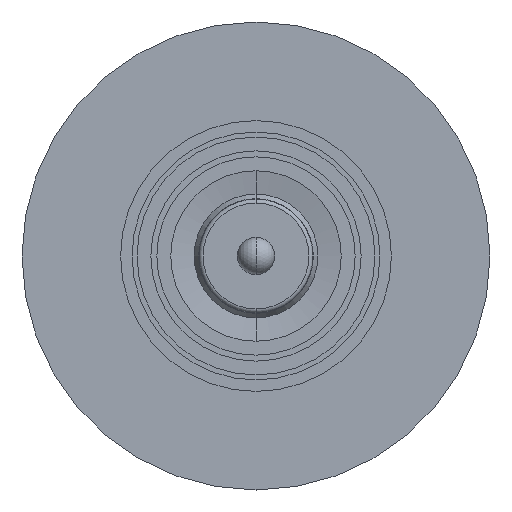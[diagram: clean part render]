
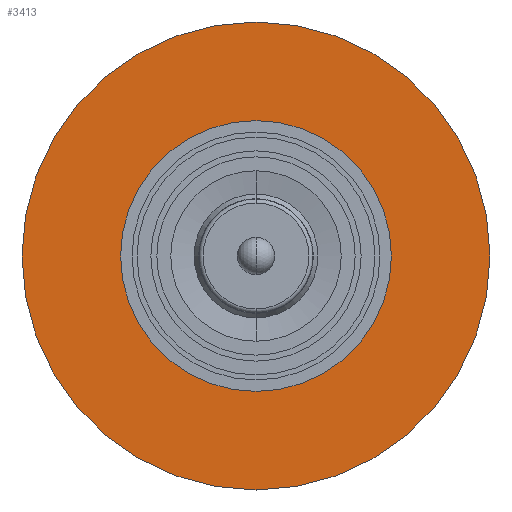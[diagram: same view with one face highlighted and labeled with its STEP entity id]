
A CAD part, front view. The second image highlights one B-rep face of the part: STEP entity #3413.
In plain terms, the highlighted planar face has unit normal (0, -1, 0).
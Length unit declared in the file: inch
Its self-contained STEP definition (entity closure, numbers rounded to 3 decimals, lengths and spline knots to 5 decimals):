
#24 = AXIS2_PLACEMENT_3D ( 'NONE', #3703, #3704, #3705 ) ;
#26 = AXIS2_PLACEMENT_3D ( 'NONE', #3697, #3698, #3699 ) ;
#328 = FACE_BOUND ( 'NONE', #1384, .T. ) ;
#787 = CIRCLE ( 'NONE', #24, 0.3415 ) ;
#789 = CIRCLE ( 'NONE', #26, 0.59 ) ;
#1384 = EDGE_LOOP ( 'NONE', ( #1709, #1710 ) ) ;
#1385 = EDGE_LOOP ( 'NONE', ( #1707, #1708 ) ) ;
#1707 = ORIENTED_EDGE ( 'NONE', *, *, #5277, .F. ) ;
#1708 = ORIENTED_EDGE ( 'NONE', *, *, #2848, .F. ) ;
#1709 = ORIENTED_EDGE ( 'NONE', *, *, #2840, .T. ) ;
#1710 = ORIENTED_EDGE ( 'NONE', *, *, #5279, .T. ) ;
#1980 = VERTEX_POINT ( 'NONE', #4073 ) ;
#1998 = VERTEX_POINT ( 'NONE', #4046 ) ;
#2001 = VERTEX_POINT ( 'NONE', #4043 ) ;
#2002 = VERTEX_POINT ( 'NONE', #4042 ) ;
#2664 = PLANE ( 'NONE',  #3752 ) ;
#2666 = CARTESIAN_POINT ( 'NONE',  ( -0.59, 0., 0. ) ) ;
#2667 = DIRECTION ( 'NONE',  ( 0., 1., 0. ) ) ;
#2668 = DIRECTION ( 'NONE',  ( -1., 0., 0. ) ) ;
#2795 = AXIS2_PLACEMENT_3D ( 'NONE', #5176, #5175, #5172 ) ;
#2799 = AXIS2_PLACEMENT_3D ( 'NONE', #4022, #4020, #4023 ) ;
#2840 = EDGE_CURVE ( 'NONE', #1998, #1980, #4653, .T. ) ;
#2848 = EDGE_CURVE ( 'NONE', #2001, #2002, #4540, .T. ) ;
#3413 = ADVANCED_FACE ( 'NONE', ( #4256, #328 ), #2664, .F. ) ;
#3697 = CARTESIAN_POINT ( 'NONE',  ( 0., 0., 0. ) ) ;
#3698 = DIRECTION ( 'NONE',  ( 0., 1., 0. ) ) ;
#3699 = DIRECTION ( 'NONE',  ( 1., 0., 0. ) ) ;
#3703 = CARTESIAN_POINT ( 'NONE',  ( 0., 0., 0. ) ) ;
#3704 = DIRECTION ( 'NONE',  ( 0., 1., 0. ) ) ;
#3705 = DIRECTION ( 'NONE',  ( 1., 0., 0. ) ) ;
#3752 = AXIS2_PLACEMENT_3D ( 'NONE', #2666, #2667, #2668 ) ;
#4020 = DIRECTION ( 'NONE',  ( 0., 1., 0. ) ) ;
#4022 = CARTESIAN_POINT ( 'NONE',  ( 0., 0., 0. ) ) ;
#4023 = DIRECTION ( 'NONE',  ( 1., 0., 0. ) ) ;
#4042 = CARTESIAN_POINT ( 'NONE',  ( 0.59, 0., 0. ) ) ;
#4043 = CARTESIAN_POINT ( 'NONE',  ( -0.59, 0., 0. ) ) ;
#4046 = CARTESIAN_POINT ( 'NONE',  ( 0.3415, 0., 0. ) ) ;
#4073 = CARTESIAN_POINT ( 'NONE',  ( -0.3415, 0., 0. ) ) ;
#4256 = FACE_OUTER_BOUND ( 'NONE', #1385, .T. ) ;
#4540 = CIRCLE ( 'NONE', #2795, 0.59 ) ;
#4653 = CIRCLE ( 'NONE', #2799, 0.3415 ) ;
#5172 = DIRECTION ( 'NONE',  ( 1., 0., 0. ) ) ;
#5175 = DIRECTION ( 'NONE',  ( 0., 1., 0. ) ) ;
#5176 = CARTESIAN_POINT ( 'NONE',  ( 0., 0., 0. ) ) ;
#5277 = EDGE_CURVE ( 'NONE', #2002, #2001, #789, .T. ) ;
#5279 = EDGE_CURVE ( 'NONE', #1980, #1998, #787, .T. ) ;
